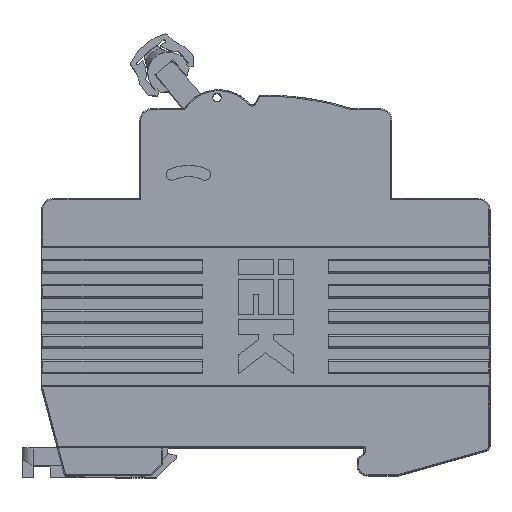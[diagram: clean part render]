
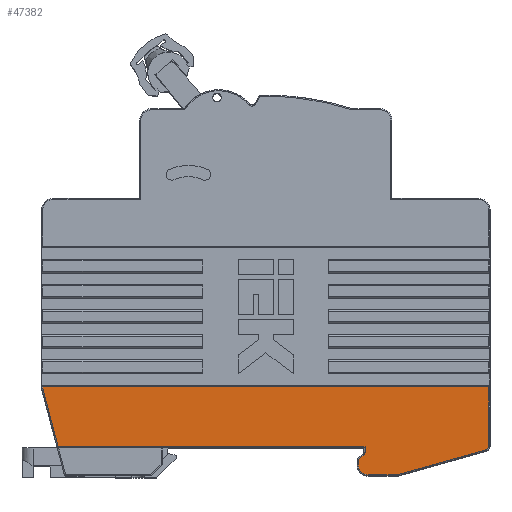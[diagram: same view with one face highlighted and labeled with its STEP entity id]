
A CAD part, top view. The second image highlights one B-rep face of the part: STEP entity #47382.
In plain terms, the highlighted planar face has unit normal (0, 0, 1).
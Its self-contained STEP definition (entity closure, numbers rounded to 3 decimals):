
#627 = LINE ( 'NONE', #49443, #36219 ) ;
#1875 = VERTEX_POINT ( 'NONE', #22054 ) ;
#2401 = CIRCLE ( 'NONE', #51347, 0.8 ) ;
#2611 = EDGE_LOOP ( 'NONE', ( #41890, #3430, #5373, #50950, #32132, #47470, #38679, #23554, #29143, #61171, #49624, #11949, #45763 ) ) ;
#2973 = VERTEX_POINT ( 'NONE', #26799 ) ;
#3430 = ORIENTED_EDGE ( 'NONE', *, *, #15258, .T. ) ;
#4245 = DIRECTION ( 'NONE',  ( -1., 0., 0. ) ) ;
#4613 = LINE ( 'NONE', #58264, #15949 ) ;
#5373 = ORIENTED_EDGE ( 'NONE', *, *, #59005, .F. ) ;
#5570 = CIRCLE ( 'NONE', #9940, 1.8 ) ;
#7229 = CARTESIAN_POINT ( 'NONE',  ( 28.027, -25.866, 35.84 ) ) ;
#7387 = LINE ( 'NONE', #21171, #31654 ) ;
#8564 = CARTESIAN_POINT ( 'NONE',  ( 28.027, -26.772, 35.84 ) ) ;
#8601 = EDGE_CURVE ( 'NONE', #29133, #18570, #627, .T. ) ;
#9105 = CARTESIAN_POINT ( 'NONE',  ( -28.27, -13.166, 35.84 ) ) ;
#9190 = VERTEX_POINT ( 'NONE', #44937 ) ;
#9940 = AXIS2_PLACEMENT_3D ( 'NONE', #39732, #10717, #44586 ) ;
#10223 = VECTOR ( 'NONE', #4245, 1000. ) ;
#10656 = LINE ( 'NONE', #43432, #47737 ) ;
#10717 = DIRECTION ( 'NONE',  ( 0., 0., 1. ) ) ;
#10729 = EDGE_CURVE ( 'NONE', #22939, #48848, #4613, .T. ) ;
#11949 = ORIENTED_EDGE ( 'NONE', *, *, #43110, .T. ) ;
#12028 = EDGE_CURVE ( 'NONE', #2973, #1875, #35977, .T. ) ;
#12152 = CARTESIAN_POINT ( 'NONE',  ( -24.562, -27.189, 35.84 ) ) ;
#12557 = CARTESIAN_POINT ( 'NONE',  ( 51.33, -23.371, 35.84 ) ) ;
#13070 = VERTEX_POINT ( 'NONE', #41774 ) ;
#13446 = DIRECTION ( 'NONE',  ( 0., -1., 0. ) ) ;
#15258 = EDGE_CURVE ( 'NONE', #1875, #16958, #42672, .T. ) ;
#15949 = VECTOR ( 'NONE', #48578, 1000. ) ;
#16826 = CARTESIAN_POINT ( 'NONE',  ( 29.227, -24.772, 35.84 ) ) ;
#16958 = VERTEX_POINT ( 'NONE', #9105 ) ;
#17152 = LINE ( 'NONE', #8564, #54241 ) ;
#17567 = FACE_OUTER_BOUND ( 'NONE', #2611, .T. ) ;
#17906 = AXIS2_PLACEMENT_3D ( 'NONE', #55911, #26986, #60756 ) ;
#18127 = VECTOR ( 'NONE', #45977, 1000. ) ;
#18570 = VERTEX_POINT ( 'NONE', #7229 ) ;
#19650 = LINE ( 'NONE', #12152, #18127 ) ;
#20337 = DIRECTION ( 'NONE',  ( 1., 0., 0. ) ) ;
#21171 = CARTESIAN_POINT ( 'NONE',  ( 51.33, -12.872, 35.84 ) ) ;
#21907 = CARTESIAN_POINT ( 'NONE',  ( 28.827, -24.678, 35.84 ) ) ;
#22054 = CARTESIAN_POINT ( 'NONE',  ( -28.27, -12.872, 35.84 ) ) ;
#22506 = CIRCLE ( 'NONE', #38357, 0.4 ) ;
#22939 = VERTEX_POINT ( 'NONE', #36773 ) ;
#23083 = VERTEX_POINT ( 'NONE', #23381 ) ;
#23381 = CARTESIAN_POINT ( 'NONE',  ( 28.027, -26.772, 35.84 ) ) ;
#23554 = ORIENTED_EDGE ( 'NONE', *, *, #30676, .T. ) ;
#25204 = CARTESIAN_POINT ( 'NONE',  ( -26.01, -23.572, 35.84 ) ) ;
#26793 = VECTOR ( 'NONE', #30056, 1000. ) ;
#26798 = DIRECTION ( 'NONE',  ( 1., 0., 0. ) ) ;
#26799 = CARTESIAN_POINT ( 'NONE',  ( 51.33, -12.872, 35.84 ) ) ;
#26986 = DIRECTION ( 'NONE',  ( 0., 0., 1. ) ) ;
#28425 = DIRECTION ( 'NONE',  ( 0., 0., 1. ) ) ;
#29133 = VERTEX_POINT ( 'NONE', #51099 ) ;
#29143 = ORIENTED_EDGE ( 'NONE', *, *, #32637, .T. ) ;
#30034 = DIRECTION ( 'NONE',  ( -0.768, -0.64, 0. ) ) ;
#30056 = DIRECTION ( 'NONE',  ( 0., -1., 0. ) ) ;
#30552 = EDGE_CURVE ( 'NONE', #29133, #9190, #22506, .T. ) ;
#30676 = EDGE_CURVE ( 'NONE', #18570, #23083, #17152, .T. ) ;
#30793 = CARTESIAN_POINT ( 'NONE',  ( -25.519, -23.572, 35.84 ) ) ;
#31155 = DIRECTION ( 'NONE',  ( 0., 1., 0. ) ) ;
#31654 = VECTOR ( 'NONE', #31155, 1000. ) ;
#32132 = ORIENTED_EDGE ( 'NONE', *, *, #62288, .T. ) ;
#32171 = LINE ( 'NONE', #25204, #43531 ) ;
#32637 = EDGE_CURVE ( 'NONE', #23083, #48658, #5570, .T. ) ;
#35977 = LINE ( 'NONE', #37510, #10223 ) ;
#36219 = VECTOR ( 'NONE', #30034, 1000. ) ;
#36765 = EDGE_CURVE ( 'NONE', #48658, #22939, #10656, .T. ) ;
#36773 = CARTESIAN_POINT ( 'NONE',  ( 34.997, -28.572, 35.84 ) ) ;
#37510 = CARTESIAN_POINT ( 'NONE',  ( -26.01, -12.872, 35.84 ) ) ;
#38357 = AXIS2_PLACEMENT_3D ( 'NONE', #21907, #55742, #26798 ) ;
#38582 = DIRECTION ( 'NONE',  ( 1., 0., 0. ) ) ;
#38679 = ORIENTED_EDGE ( 'NONE', *, *, #8601, .T. ) ;
#39732 = CARTESIAN_POINT ( 'NONE',  ( 29.827, -26.772, 35.84 ) ) ;
#41774 = CARTESIAN_POINT ( 'NONE',  ( 29.227, -23.572, 35.84 ) ) ;
#41890 = ORIENTED_EDGE ( 'NONE', *, *, #12028, .T. ) ;
#42672 = LINE ( 'NONE', #43356, #26793 ) ;
#43110 = EDGE_CURVE ( 'NONE', #48848, #56265, #2401, .T. ) ;
#43356 = CARTESIAN_POINT ( 'NONE',  ( -28.27, -13.192, 35.84 ) ) ;
#43432 = CARTESIAN_POINT ( 'NONE',  ( 35.024, -28.572, 35.84 ) ) ;
#43531 = VECTOR ( 'NONE', #20337, 1000. ) ;
#44586 = DIRECTION ( 'NONE',  ( 1., 0., 0. ) ) ;
#44937 = CARTESIAN_POINT ( 'NONE',  ( 29.227, -24.678, 35.84 ) ) ;
#45763 = ORIENTED_EDGE ( 'NONE', *, *, #59469, .T. ) ;
#45977 = DIRECTION ( 'NONE',  ( -0.256, 0.967, 0. ) ) ;
#46001 = CARTESIAN_POINT ( 'NONE',  ( 50.746, -24.141, 35.84 ) ) ;
#47382 = ADVANCED_FACE ( 'NONE', ( #17567 ), #60537, .T. ) ;
#47470 = ORIENTED_EDGE ( 'NONE', *, *, #30552, .F. ) ;
#47737 = VECTOR ( 'NONE', #38582, 1000. ) ;
#48578 = DIRECTION ( 'NONE',  ( 0.963, 0.271, 0. ) ) ;
#48658 = VERTEX_POINT ( 'NONE', #61874 ) ;
#48848 = VERTEX_POINT ( 'NONE', #46001 ) ;
#49443 = CARTESIAN_POINT ( 'NONE',  ( -4.703, -53.141, 35.84 ) ) ;
#49624 = ORIENTED_EDGE ( 'NONE', *, *, #10729, .T. ) ;
#50950 = ORIENTED_EDGE ( 'NONE', *, *, #56066, .T. ) ;
#51099 = CARTESIAN_POINT ( 'NONE',  ( 29.083, -24.986, 35.84 ) ) ;
#51347 = AXIS2_PLACEMENT_3D ( 'NONE', #57346, #28425, #62188 ) ;
#54166 = VERTEX_POINT ( 'NONE', #30793 ) ;
#54241 = VECTOR ( 'NONE', #13446, 1000. ) ;
#55742 = DIRECTION ( 'NONE',  ( 0., 0., 1. ) ) ;
#55911 = CARTESIAN_POINT ( 'NONE',  ( -26.01, -27.572, 35.84 ) ) ;
#56066 = EDGE_CURVE ( 'NONE', #54166, #13070, #32171, .T. ) ;
#56265 = VERTEX_POINT ( 'NONE', #12557 ) ;
#57346 = CARTESIAN_POINT ( 'NONE',  ( 50.53, -23.371, 35.84 ) ) ;
#58264 = CARTESIAN_POINT ( 'NONE',  ( 50.746, -24.141, 35.84 ) ) ;
#59005 = EDGE_CURVE ( 'NONE', #54166, #16958, #19650, .T. ) ;
#59469 = EDGE_CURVE ( 'NONE', #56265, #2973, #7387, .T. ) ;
#60392 = DIRECTION ( 'NONE',  ( 0., -1., 0. ) ) ;
#60437 = VECTOR ( 'NONE', #60392, 1000. ) ;
#60537 = PLANE ( 'NONE',  #17906 ) ;
#60756 = DIRECTION ( 'NONE',  ( 1., 0., 0. ) ) ;
#61171 = ORIENTED_EDGE ( 'NONE', *, *, #36765, .T. ) ;
#61874 = CARTESIAN_POINT ( 'NONE',  ( 29.827, -28.572, 35.84 ) ) ;
#61945 = LINE ( 'NONE', #16826, #60437 ) ;
#62188 = DIRECTION ( 'NONE',  ( 1., 0., 0. ) ) ;
#62288 = EDGE_CURVE ( 'NONE', #13070, #9190, #61945, .T. ) ;
